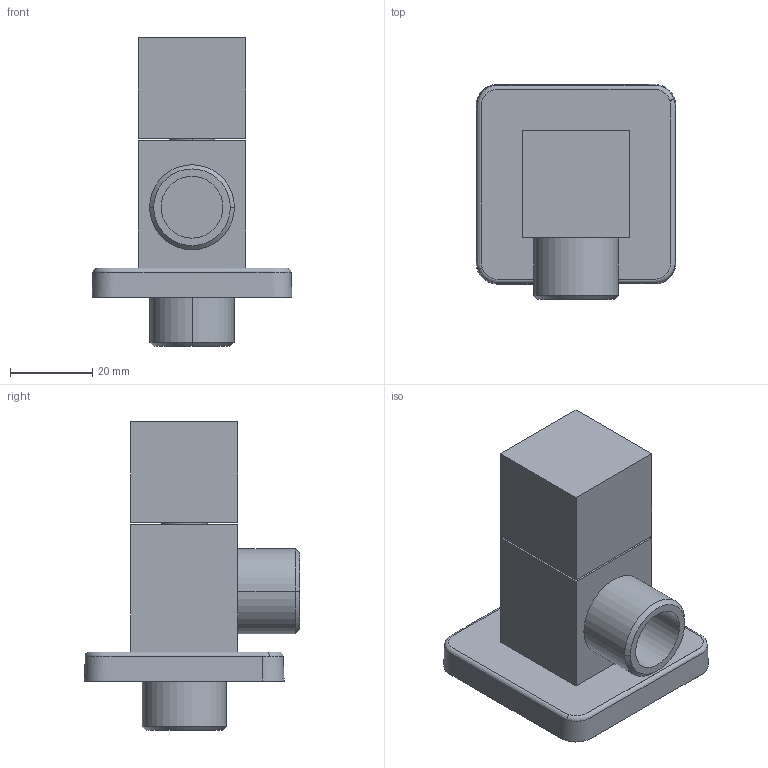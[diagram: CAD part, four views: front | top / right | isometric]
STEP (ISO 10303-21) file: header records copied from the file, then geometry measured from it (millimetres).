
FILE_DESCRIPTION (( 'STEP AP203' ), '1' );
FILE_NAME ('99-242304.STEP', '2025-07-03T10:19:39', ( '' ), ( '' ), 'SwSTEP 2.0', 'SolidWorks 2021', '' );
FILE_SCHEMA (( 'CONFIG_CONTROL_DESIGN' ));
Length unit declared in the file: millimetre
Products named in the file (3): 99-242304_Predeterminado; 99-242304; 99-242304-wall cover_Predeterminado
Assembly tree (2 placements, depth 2):
  99-242304
    99-242304_Predeterminado
    99-242304-wall cover_Predeterminado
Bounding box: 48.5 x 52.24 x 75 mm (x, y, z)
Volume: 43600.1 mm3; surface area: 18573.9 mm2
Topology: 2 solids, 2 shells, 74 faces, 198 edges, 134 vertices
Faces by surface type: plane 34, cylinder 22, bspline 10, cone 4, torus 4
Entity records: 6275 total; most frequent: CARTESIAN_POINT 4221, ORIENTED_EDGE 396, DIRECTION 324, EDGE_CURVE 198, VERTEX_POINT 134, AXIS2_PLACEMENT_3D 125, EDGE_LOOP 82, ADVANCED_FACE 74
